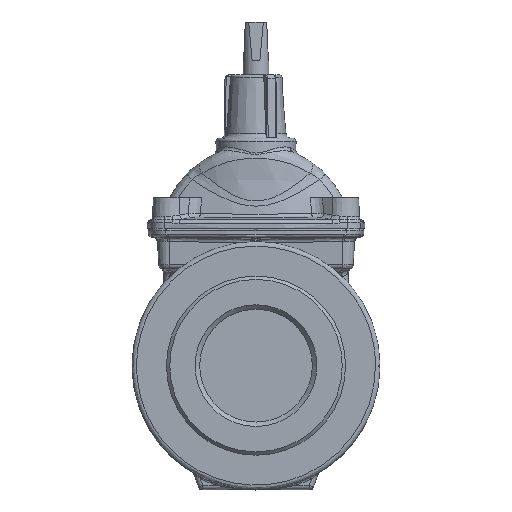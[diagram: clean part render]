
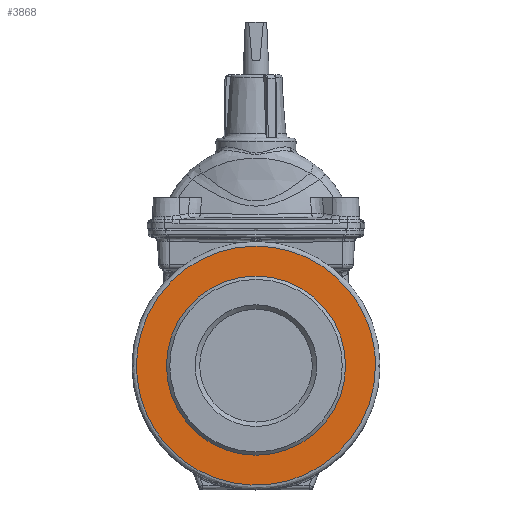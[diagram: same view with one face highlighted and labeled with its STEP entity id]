
A CAD part, top view. The second image highlights one B-rep face of the part: STEP entity #3868.
In plain terms, the highlighted planar face has unit normal (0, 0, 1).
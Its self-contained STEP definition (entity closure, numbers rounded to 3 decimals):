
#1309 = ORIENTED_EDGE ( 'NONE', *, *, #7635, .T. ) ;
#1311 = ORIENTED_EDGE ( 'NONE', *, *, #12658, .F. ) ;
#3868 = ADVANCED_FACE ( 'NONE', ( #27756, #32485 ), #38695, .T. ) ;
#4098 = EDGE_LOOP ( 'NONE', ( #1309 ) ) ;
#4108 = EDGE_LOOP ( 'NONE', ( #1311 ) ) ;
#6930 = CARTESIAN_POINT ( 'NONE',  ( 106., -212., 92. ) ) ;
#6939 = CARTESIAN_POINT ( 'NONE',  ( 106., 0., 92. ) ) ;
#6941 = CARTESIAN_POINT ( 'NONE',  ( -106., -212., 92. ) ) ;
#6943 = CARTESIAN_POINT ( 'NONE',  ( -106., 0., 92. ) ) ;
#6945 = CARTESIAN_POINT ( 'NONE',  ( -106., 212., 92. ) ) ;
#6947 = CARTESIAN_POINT ( 'NONE',  ( 106., 212., 92. ) ) ;
#6949 = CARTESIAN_POINT ( 'NONE',  ( 106., 0., 92. ) ) ;
#7635 = EDGE_CURVE ( 'NONE', #34165, #34165, #27840, .T. ) ;
#10899 = CARTESIAN_POINT ( 'NONE',  ( 0., 0., 92. ) ) ;
#10900 = DIRECTION ( 'NONE',  ( 0., 0., -1. ) ) ;
#10901 = DIRECTION ( 'NONE',  ( -1., 0., 0. ) ) ;
#12658 = EDGE_CURVE ( 'NONE', #34199, #34199, #33568, .T. ) ;
#13970 = AXIS2_PLACEMENT_3D ( 'NONE', #38653, #38697, #38698 ) ;
#13988 = AXIS2_PLACEMENT_3D ( 'NONE', #10899, #10900, #10901 ) ;
#27756 = FACE_BOUND ( 'NONE', #4098, .T. ) ;
#27840 = CIRCLE ( 'NONE', #13988, 79.5 ) ;
#32485 = FACE_OUTER_BOUND ( 'NONE', #4108, .T. ) ;
#33568 =( BOUNDED_CURVE ( )  B_SPLINE_CURVE ( 3, ( #6939, #6930, #6941, #6943, #6945, #6947, #6949 ),
 .UNSPECIFIED., .T., .F. ) 
 B_SPLINE_CURVE_WITH_KNOTS ( ( 4, 3, 4 ),
 ( 0., 0.5, 1. ),
 .UNSPECIFIED. ) 
 CURVE ( )  GEOMETRIC_REPRESENTATION_ITEM ( )  RATIONAL_B_SPLINE_CURVE ( ( 1., 0.333, 0.333, 1., 0.333, 0.333, 1. ) ) 
 REPRESENTATION_ITEM ( '' )  );
#34165 = VERTEX_POINT ( 'NONE', #34582 ) ;
#34199 = VERTEX_POINT ( 'NONE', #34601 ) ;
#34582 = CARTESIAN_POINT ( 'NONE',  ( -79.5, 0., 92. ) ) ;
#34601 = CARTESIAN_POINT ( 'NONE',  ( 106., 0., 92. ) ) ;
#38653 = CARTESIAN_POINT ( 'NONE',  ( 0., 79.5, 92. ) ) ;
#38695 = PLANE ( 'NONE',  #13970 ) ;
#38697 = DIRECTION ( 'NONE',  ( 0., 0., 1. ) ) ;
#38698 = DIRECTION ( 'NONE',  ( 1., 0., 0. ) ) ;
